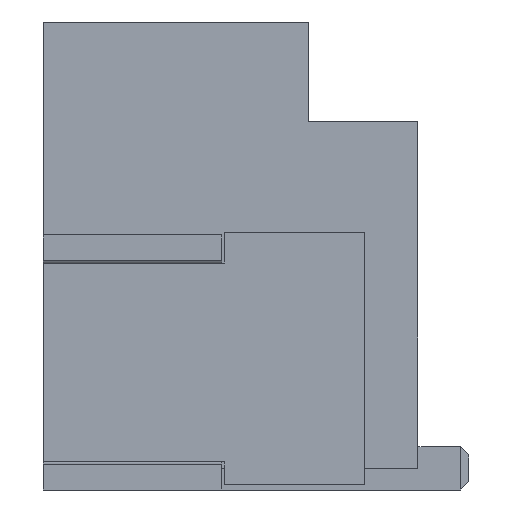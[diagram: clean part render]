
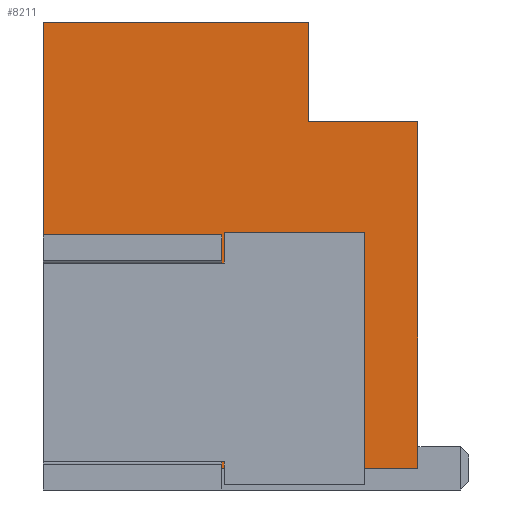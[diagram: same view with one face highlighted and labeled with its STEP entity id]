
A CAD part, left-side view. The second image highlights one B-rep face of the part: STEP entity #8211.
In plain terms, the highlighted planar face has unit normal (-1, 0, 0).
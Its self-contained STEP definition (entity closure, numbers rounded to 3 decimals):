
#712=ORIENTED_EDGE('',*,*,#3053,.F.);
#713=ORIENTED_EDGE('',*,*,#2947,.F.);
#714=ORIENTED_EDGE('',*,*,#2996,.F.);
#715=ORIENTED_EDGE('',*,*,#3046,.T.);
#716=ORIENTED_EDGE('',*,*,#3054,.T.);
#717=ORIENTED_EDGE('',*,*,#2985,.T.);
#718=ORIENTED_EDGE('',*,*,#2967,.T.);
#719=ORIENTED_EDGE('',*,*,#2949,.F.);
#720=ORIENTED_EDGE('',*,*,#3055,.T.);
#721=ORIENTED_EDGE('',*,*,#3056,.T.);
#2947=EDGE_CURVE('',#4140,#4141,#4928,.T.);
#2949=EDGE_CURVE('',#4142,#4143,#4930,.T.);
#2967=EDGE_CURVE('',#4159,#4143,#4948,.T.);
#2985=EDGE_CURVE('',#4176,#4159,#4966,.T.);
#2996=EDGE_CURVE('',#4186,#4140,#4977,.T.);
#3046=EDGE_CURVE('',#4186,#4221,#5027,.T.);
#3053=EDGE_CURVE('',#4141,#4225,#5034,.T.);
#3054=EDGE_CURVE('',#4221,#4176,#5035,.T.);
#3055=EDGE_CURVE('',#4142,#4226,#5036,.T.);
#3056=EDGE_CURVE('',#4226,#4225,#5037,.T.);
#4140=VERTEX_POINT('',#14652);
#4141=VERTEX_POINT('',#14654);
#4142=VERTEX_POINT('',#14656);
#4143=VERTEX_POINT('',#14658);
#4159=VERTEX_POINT('',#14695);
#4176=VERTEX_POINT('',#14733);
#4186=VERTEX_POINT('',#14754);
#4221=VERTEX_POINT('',#14842);
#4225=VERTEX_POINT('',#14857);
#4226=VERTEX_POINT('',#14860);
#4928=LINE('',#14653,#5855);
#4930=LINE('',#14657,#5857);
#4948=LINE('',#14694,#5875);
#4966=LINE('',#14732,#5893);
#4977=LINE('',#14755,#5904);
#5027=LINE('',#14843,#5954);
#5034=LINE('',#14856,#5961);
#5035=LINE('',#14858,#5962);
#5036=LINE('',#14859,#5963);
#5037=LINE('',#14861,#5964);
#5855=VECTOR('',#12698,1000.);
#5857=VECTOR('',#12700,1000.);
#5875=VECTOR('',#12724,1000.);
#5893=VECTOR('',#12748,1000.);
#5904=VECTOR('',#12761,1000.);
#5954=VECTOR('',#12817,1000.);
#5961=VECTOR('',#12830,1000.);
#5962=VECTOR('',#12831,1000.);
#5963=VECTOR('',#12832,1000.);
#5964=VECTOR('',#12833,1000.);
#6710=EDGE_LOOP('',(#712,#713,#714,#715,#716,#717,#718,#719,#720,#721));
#7237=FACE_BOUND('',#6710,.T.);
#7756=PLANE('',#12067);
#8211=ADVANCED_FACE('',(#7237),#7756,.T.);
#12067=AXIS2_PLACEMENT_3D('',#14855,#12828,#12829);
#12698=DIRECTION('',(0.,1.,0.));
#12700=DIRECTION('',(0.,1.,0.));
#12724=DIRECTION('',(0.,0.,-1.));
#12748=DIRECTION('',(0.,1.,0.));
#12761=DIRECTION('',(0.,0.,-1.));
#12817=DIRECTION('',(0.,1.,0.));
#12828=DIRECTION('',(-1.,0.,0.));
#12829=DIRECTION('',(0.,-1.,0.));
#12830=DIRECTION('',(0.,0.,1.));
#12831=DIRECTION('',(0.,0.,1.));
#12832=DIRECTION('',(0.,0.,1.));
#12833=DIRECTION('',(0.,-1.,0.));
#14652=CARTESIAN_POINT('',(-8.576,-1.384,0.216));
#14653=CARTESIAN_POINT('',(-8.576,-1.384,0.216));
#14654=CARTESIAN_POINT('',(-8.576,-0.851,0.216));
#14656=CARTESIAN_POINT('',(-8.576,0.546,0.216));
#14657=CARTESIAN_POINT('',(-8.576,-1.384,0.216));
#14658=CARTESIAN_POINT('',(-8.576,2.349,0.216));
#14694=CARTESIAN_POINT('',(-8.576,2.349,1.588));
#14695=CARTESIAN_POINT('',(-8.576,2.349,4.661));
#14732=CARTESIAN_POINT('',(-8.576,-1.384,4.661));
#14733=CARTESIAN_POINT('',(-8.576,-0.292,4.661));
#14754=CARTESIAN_POINT('',(-8.576,-1.384,3.67));
#14755=CARTESIAN_POINT('',(-8.576,-1.384,1.588));
#14842=CARTESIAN_POINT('',(-8.576,-0.292,3.67));
#14843=CARTESIAN_POINT('',(-8.576,-1.384,3.67));
#14855=CARTESIAN_POINT('',(-8.576,-1.384,1.588));
#14856=CARTESIAN_POINT('',(-8.576,-0.851,0.055));
#14857=CARTESIAN_POINT('',(-8.576,-0.851,2.569));
#14858=CARTESIAN_POINT('',(-8.576,-0.292,3.67));
#14859=CARTESIAN_POINT('',(-8.576,0.546,0.055));
#14860=CARTESIAN_POINT('',(-8.576,0.546,2.569));
#14861=CARTESIAN_POINT('',(-8.576,0.546,2.569));
